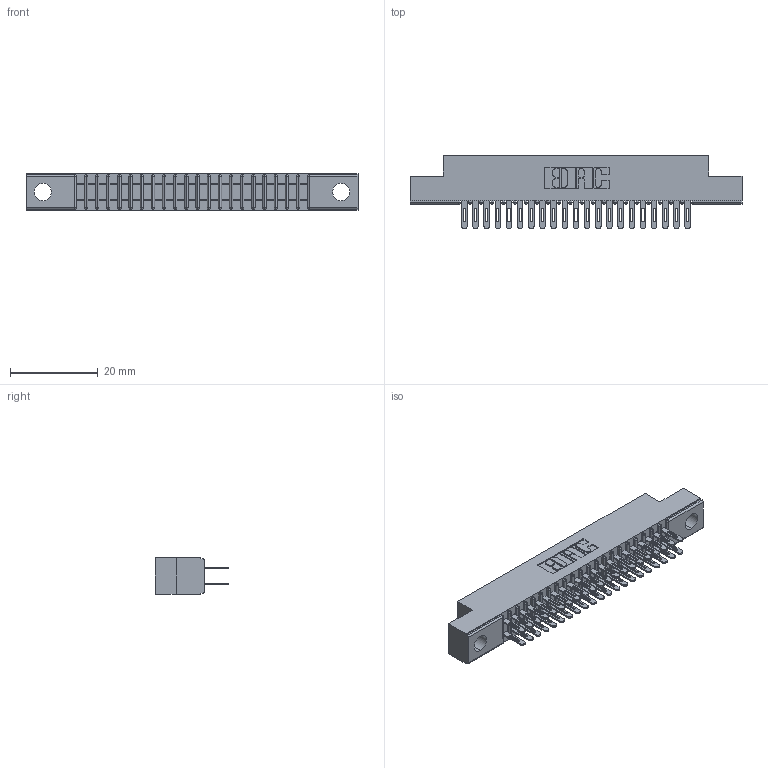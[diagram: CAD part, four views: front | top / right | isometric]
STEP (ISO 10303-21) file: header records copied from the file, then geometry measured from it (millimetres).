
FILE_DESCRIPTION (( 'STEP AP203' ), '1' );
FILE_NAME ('341-042-500-204.STEP', '2018-08-07T01:08:53', ( '' ), ( '' ), 'SwSTEP 2.0', 'SolidWorks 2016', '' );
FILE_SCHEMA (( 'CONFIG_CONTROL_DESIGN' ));
Length unit declared in the file: inch
Products named in the file (3): 341-292-001_341-292-100; 341-042-500-204; 341 Part_.156 (3.96) Dia Mounting Holes
Assembly tree (43 placements, depth 2):
  341-042-500-204
    341 Part_.156 (3.96) Dia Mounting Holes
    341-292-001_341-292-100  x42
Bounding box: 75.56 x 16.69 x 8.38 mm (x, y, z)
Volume: 4253 mm3; surface area: 9048.9 mm2
Topology: 43 solids, 43 shells, 2902 faces, 8395 edges, 5438 vertices
Faces by surface type: plane 1678, cylinder 1140, sphere 44, torus 40
Entity records: 28638 total; most frequent: CARTESIAN_POINT 4765, ORIENTED_EDGE 4730, DIRECTION 4635, EDGE_CURVE 2365, VECTOR 1891, LINE 1891, VERTEX_POINT 1502, AXIS2_PLACEMENT_3D 1372
